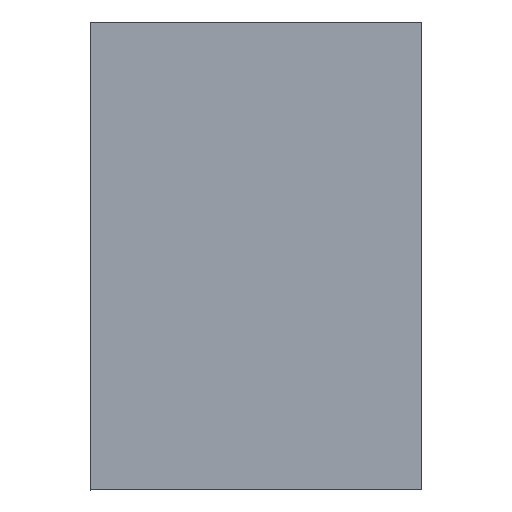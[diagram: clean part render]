
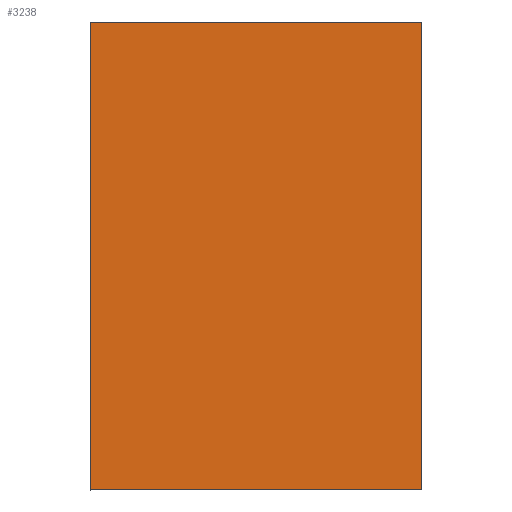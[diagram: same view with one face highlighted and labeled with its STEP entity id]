
A CAD part, top view. The second image highlights one B-rep face of the part: STEP entity #3238.
In plain terms, the highlighted planar face has unit normal (0, 0, 1).
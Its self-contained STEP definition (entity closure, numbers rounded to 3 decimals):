
#692=FACE_OUTER_BOUND('',#829,.T.);
#829=EDGE_LOOP('',(#3069,#3070,#3071,#3072));
#915=LINE('',#13471,#1008);
#918=LINE('',#13518,#1011);
#921=LINE('',#15352,#1014);
#922=LINE('',#15354,#1015);
#1008=VECTOR('',#3745,10.);
#1011=VECTOR('',#3750,10.);
#1014=VECTOR('',#3761,10.);
#1015=VECTOR('',#3764,10.);
#1438=VERTEX_POINT('',#13468);
#1439=VERTEX_POINT('',#13470);
#1442=VERTEX_POINT('',#13516);
#1446=VERTEX_POINT('',#15350);
#1970=EDGE_CURVE('',#1439,#1438,#915,.T.);
#1975=EDGE_CURVE('',#1438,#1442,#918,.T.);
#1987=EDGE_CURVE('',#1442,#1446,#921,.T.);
#1988=EDGE_CURVE('',#1446,#1439,#922,.T.);
#3069=ORIENTED_EDGE('',*,*,#1987,.T.);
#3070=ORIENTED_EDGE('',*,*,#1988,.T.);
#3071=ORIENTED_EDGE('',*,*,#1970,.T.);
#3072=ORIENTED_EDGE('',*,*,#1975,.T.);
#3113=PLANE('',#3391);
#3238=ADVANCED_FACE('',(#692),#3113,.T.);
#3391=AXIS2_PLACEMENT_3D('',#15355,#3765,#3766);
#3745=DIRECTION('',(0.,1.,0.));
#3750=DIRECTION('',(-1.,0.,0.));
#3761=DIRECTION('',(0.,-1.,0.));
#3764=DIRECTION('',(1.,0.,0.));
#3765=DIRECTION('center_axis',(0.,0.,1.));
#3766=DIRECTION('ref_axis',(1.,0.,0.));
#13468=CARTESIAN_POINT('',(77.608,42.789,-16.138));
#13470=CARTESIAN_POINT('',(77.608,-42.211,-16.138));
#13471=CARTESIAN_POINT('',(77.608,-42.211,-16.138));
#13516=CARTESIAN_POINT('',(17.608,42.789,-16.138));
#13518=CARTESIAN_POINT('',(77.608,42.789,-16.138));
#15350=CARTESIAN_POINT('',(17.608,-42.211,-16.138));
#15352=CARTESIAN_POINT('',(17.608,42.789,-16.138));
#15354=CARTESIAN_POINT('',(17.608,-42.211,-16.138));
#15355=CARTESIAN_POINT('Origin',(47.608,0.289,-16.138));
